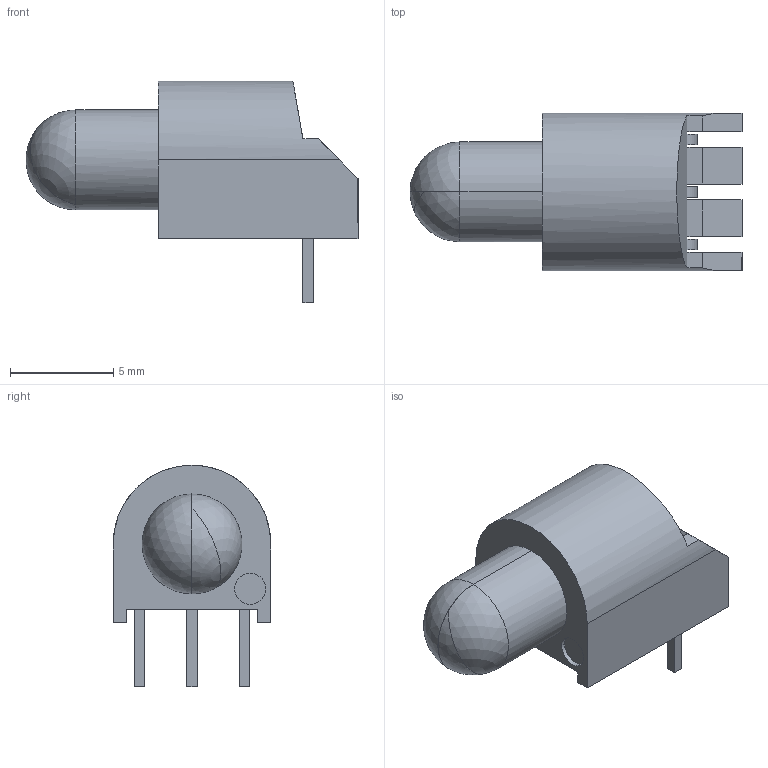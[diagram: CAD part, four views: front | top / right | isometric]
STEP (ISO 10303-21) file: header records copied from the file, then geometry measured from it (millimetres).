
FILE_DESCRIPTION((''),'2;1');
FILE_NAME('LED_DIALIGHT_550-3509F.stp','2012-07-13T10:05:40',(''),(''),'Mechanical Desktop 2011','Mechanical Desktop 2011',', , ');
FILE_SCHEMA(('AUTOMOTIVE_DESIGN { 1 2 10303 214 1 1 1 1 }'));
Length unit declared in the file: millimetre
Products named in the file (1): Product
Bounding box: 16.05 x 7.62 x 10.72 mm (x, y, z)
Volume: 489.9 mm3; surface area: 610.9 mm2
Topology: 6 solids, 6 shells, 61 faces, 141 edges, 91 vertices
Faces by surface type: plane 35, bspline 15, cylinder 8, sphere 3
Entity records: 1758 total; most frequent: CARTESIAN_POINT 337, ORIENTED_EDGE 278, DIRECTION 257, EDGE_CURVE 139, VECTOR 115, LINE 115, VERTEX_POINT 91, AXIS2_PLACEMENT_3D 71
